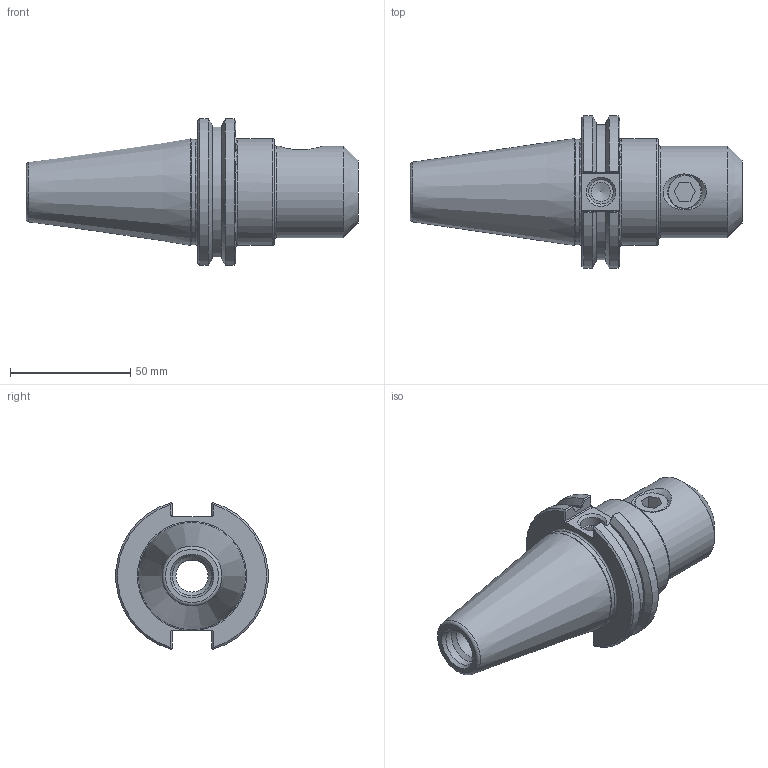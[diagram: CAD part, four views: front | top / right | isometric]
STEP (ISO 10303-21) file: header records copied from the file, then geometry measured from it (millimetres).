
FILE_DESCRIPTION((''),'2;1');
FILE_NAME('C40-62EM2.iam.stp','2014-07-08T14:10:01',(''),(''),'Autodesk Inventor 2012','Autodesk Inventor 2012','');
FILE_SCHEMA(('AUTOMOTIVE_DESIGN { 1 0 10303 214 1 1 1 1 }'));
Length unit declared in the file: inch
Products named in the file (3): C40-62EM2; C40-62EM2-1; 029-918
Assembly tree (2 placements, depth 2):
  C40-62EM2
    C40-62EM2-1
    029-918
Bounding box: 138.1 x 63.26 x 61.11 mm (x, y, z)
Volume: 148464.2 mm3; surface area: 30346.4 mm2
Topology: 2 solids, 2 shells, 106 faces, 269 edges, 171 vertices
Faces by surface type: plane 42, cylinder 30, cone 21, bspline 8, torus 5
Full cylindrical faces by diameter (mm): 8 x1, 10.135 x1, 13.096 x2, 13.386 x1, 14.288 x1, 15.875 x1, 16.459 x1, 16.764 x1, 38.1 x1, 43.942 x1, 44.45 x1
Entity records: 4238 total; most frequent: CARTESIAN_POINT 1762, ORIENTED_EDGE 464, DIRECTION 448, EDGE_CURVE 232, AXIS2_PLACEMENT_3D 174, VERTEX_POINT 164, EDGE_LOOP 144, FACE_OUTER_BOUND 106
